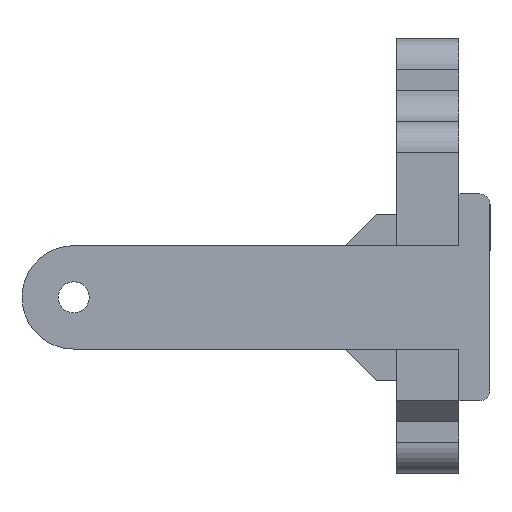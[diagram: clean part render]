
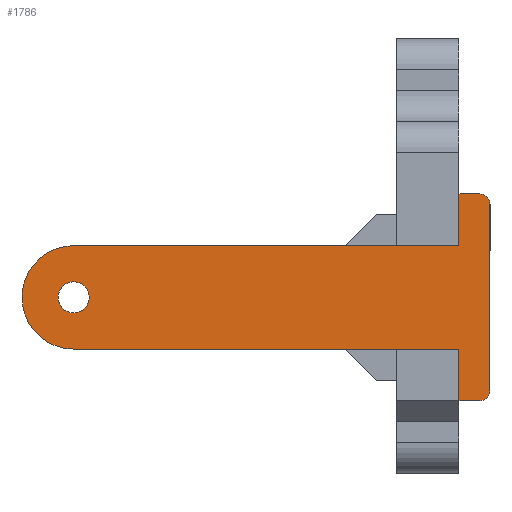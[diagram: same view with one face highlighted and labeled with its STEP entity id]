
A CAD part, left-side view. The second image highlights one B-rep face of the part: STEP entity #1786.
In plain terms, the highlighted face is planar.
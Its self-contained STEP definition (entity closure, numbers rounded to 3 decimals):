
#61=FACE_BOUND('',#302,.T.);
#108=PLANE('',#1926);
#194=FACE_OUTER_BOUND('',#301,.T.);
#301=EDGE_LOOP('',(#1560,#1561,#1562,#1563,#1564,#1565,#1566,#1567,#1568,
#1569));
#302=EDGE_LOOP('',(#1570));
#451=LINE('',#2808,#647);
#460=LINE('',#2835,#656);
#464=LINE('',#2842,#660);
#465=LINE('',#2844,#661);
#466=LINE('',#2846,#662);
#469=LINE('',#2857,#665);
#470=LINE('',#2859,#666);
#647=VECTOR('',#2288,18.);
#656=VECTOR('',#2311,5.);
#660=VECTOR('',#2317,5.);
#661=VECTOR('',#2320,2.);
#662=VECTOR('',#2323,2.);
#665=VECTOR('',#2336,37.25);
#666=VECTOR('',#2339,37.25);
#753=CIRCLE('',#1907,1.);
#758=CIRCLE('',#1915,1.);
#759=CIRCLE('',#1921,1.5);
#760=CIRCLE('',#1923,5.);
#879=VERTEX_POINT('',#2795);
#880=VERTEX_POINT('',#2796);
#884=VERTEX_POINT('',#2806);
#893=VERTEX_POINT('',#2828);
#894=VERTEX_POINT('',#2832);
#895=VERTEX_POINT('',#2834);
#896=VERTEX_POINT('',#2838);
#897=VERTEX_POINT('',#2840);
#898=VERTEX_POINT('',#2848);
#899=VERTEX_POINT('',#2851);
#900=VERTEX_POINT('',#2852);
#1099=EDGE_CURVE('',#879,#880,#753,.T.);
#1105=EDGE_CURVE('',#879,#884,#451,.T.);
#1115=EDGE_CURVE('',#893,#884,#758,.T.);
#1118=EDGE_CURVE('',#895,#894,#460,.T.);
#1122=EDGE_CURVE('',#896,#897,#464,.T.);
#1123=EDGE_CURVE('',#893,#895,#465,.T.);
#1124=EDGE_CURVE('',#897,#880,#466,.T.);
#1125=EDGE_CURVE('',#898,#898,#759,.T.);
#1126=EDGE_CURVE('',#899,#900,#760,.T.);
#1129=EDGE_CURVE('',#896,#899,#469,.T.);
#1130=EDGE_CURVE('',#900,#894,#470,.T.);
#1560=ORIENTED_EDGE('',*,*,#1099,.F.);
#1561=ORIENTED_EDGE('',*,*,#1105,.T.);
#1562=ORIENTED_EDGE('',*,*,#1115,.F.);
#1563=ORIENTED_EDGE('',*,*,#1123,.T.);
#1564=ORIENTED_EDGE('',*,*,#1118,.T.);
#1565=ORIENTED_EDGE('',*,*,#1130,.F.);
#1566=ORIENTED_EDGE('',*,*,#1126,.F.);
#1567=ORIENTED_EDGE('',*,*,#1129,.F.);
#1568=ORIENTED_EDGE('',*,*,#1122,.T.);
#1569=ORIENTED_EDGE('',*,*,#1124,.T.);
#1570=ORIENTED_EDGE('',*,*,#1125,.T.);
#1786=ADVANCED_FACE('',(#194,#61),#108,.F.);
#1907=AXIS2_PLACEMENT_3D('',#2797,#2278,#2279);
#1915=AXIS2_PLACEMENT_3D('',#2829,#2305,#2306);
#1921=AXIS2_PLACEMENT_3D('',#2849,#2326,#2327);
#1923=AXIS2_PLACEMENT_3D('',#2853,#2330,#2331);
#1926=AXIS2_PLACEMENT_3D('',#2860,#2340,#2341);
#2278=DIRECTION('center_axis',(0.,0.,1.));
#2279=DIRECTION('ref_axis',(0.707,-0.707,0.));
#2288=DIRECTION('',(-1.,0.,0.));
#2305=DIRECTION('center_axis',(0.,0.,1.));
#2306=DIRECTION('ref_axis',(-0.707,-0.707,0.));
#2311=DIRECTION('',(1.,0.,0.));
#2317=DIRECTION('',(1.,0.,0.));
#2320=DIRECTION('',(0.,1.,0.));
#2323=DIRECTION('',(0.,-1.,0.));
#2326=DIRECTION('center_axis',(0.,0.,1.));
#2327=DIRECTION('ref_axis',(-1.,0.,0.));
#2330=DIRECTION('center_axis',(0.,0.,1.));
#2331=DIRECTION('ref_axis',(1.,0.,0.));
#2336=DIRECTION('',(0.,1.,0.));
#2339=DIRECTION('',(0.,-1.,0.));
#2340=DIRECTION('center_axis',(0.,0.,1.));
#2341=DIRECTION('ref_axis',(1.,0.,0.));
#2795=CARTESIAN_POINT('',(9.,-9.,0.));
#2796=CARTESIAN_POINT('',(10.,-8.,0.));
#2797=CARTESIAN_POINT('Origin',(9.,-8.,0.));
#2806=CARTESIAN_POINT('',(-9.,-9.,0.));
#2808=CARTESIAN_POINT('',(-10.,-9.,0.));
#2828=CARTESIAN_POINT('',(-10.,-8.,0.));
#2829=CARTESIAN_POINT('Origin',(-9.,-8.,0.));
#2832=CARTESIAN_POINT('',(-5.,-6.,0.));
#2834=CARTESIAN_POINT('',(-10.,-6.,0.));
#2835=CARTESIAN_POINT('',(10.,-6.,0.));
#2838=CARTESIAN_POINT('',(5.,-6.,0.));
#2840=CARTESIAN_POINT('',(10.,-6.,0.));
#2842=CARTESIAN_POINT('',(10.,-6.,0.));
#2844=CARTESIAN_POINT('',(-10.,-6.,0.));
#2846=CARTESIAN_POINT('',(10.,-9.,0.));
#2848=CARTESIAN_POINT('',(1.5,31.25,0.));
#2849=CARTESIAN_POINT('Origin',(0.,31.25,0.));
#2851=CARTESIAN_POINT('',(5.,31.25,0.));
#2852=CARTESIAN_POINT('',(-5.,31.25,0.));
#2853=CARTESIAN_POINT('Origin',(0.,31.25,0.));
#2857=CARTESIAN_POINT('',(5.,-6.,0.));
#2859=CARTESIAN_POINT('',(-5.,31.25,0.));
#2860=CARTESIAN_POINT('Origin',(0.,13.359,0.));
